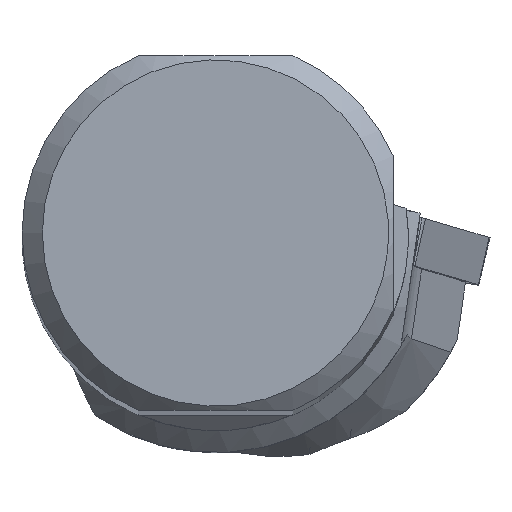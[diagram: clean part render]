
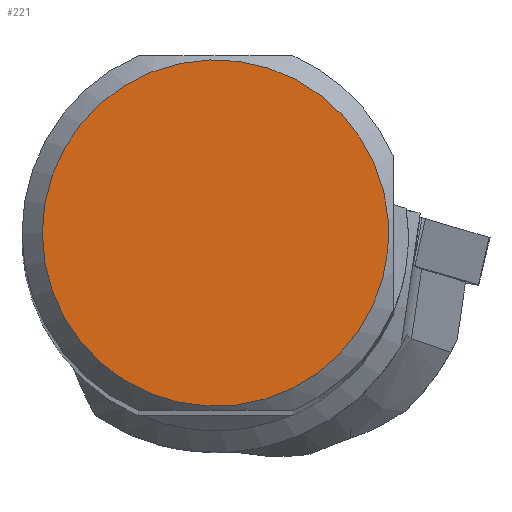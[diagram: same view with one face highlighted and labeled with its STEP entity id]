
A CAD part, top view. The second image highlights one B-rep face of the part: STEP entity #221.
In plain terms, the highlighted planar face has unit normal (0, 0, 1).
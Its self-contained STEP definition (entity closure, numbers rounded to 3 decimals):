
#172=FACE_OUTER_BOUND('',#424,.T.);
#221=ADVANCED_FACE('CU_SU_BP3',(#172),#254,.T.);
#254=PLANE('',#1143);
#424=EDGE_LOOP('',(#610));
#610=ORIENTED_EDGE('',*,*,#914,.F.);
#799=VERTEX_POINT('',#1871);
#914=EDGE_CURVE('',#799,#799,#967,.T.);
#967=CIRCLE('',#1142,17.039);
#1142=AXIS2_PLACEMENT_3D('',#1870,#1387,#1388);
#1143=AXIS2_PLACEMENT_3D('',#1872,#1389,#1390);
#1387=DIRECTION('',(0.,0.,-1.));
#1388=DIRECTION('',(-1.,0.,0.));
#1389=DIRECTION('',(0.,0.,1.));
#1390=DIRECTION('',(-1.,0.,0.));
#1870=CARTESIAN_POINT('',(0.,0.,0.));
#1871=CARTESIAN_POINT('',(-17.039,0.,0.));
#1872=CARTESIAN_POINT('',(0.,0.,0.));
